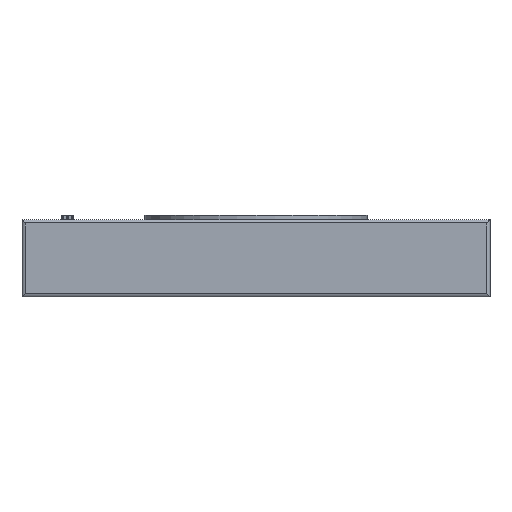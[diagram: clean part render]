
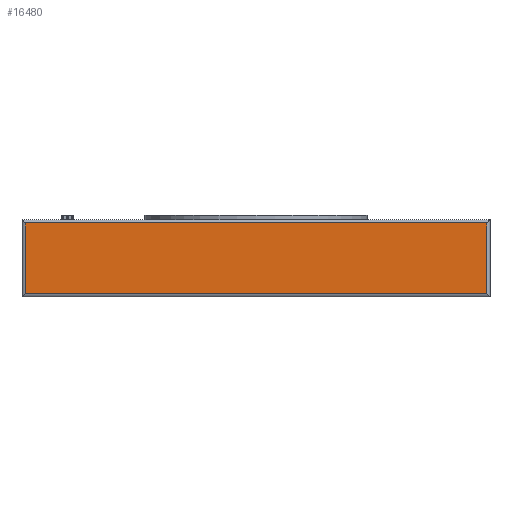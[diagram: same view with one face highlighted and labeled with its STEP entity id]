
A CAD part, left-side view. The second image highlights one B-rep face of the part: STEP entity #16480.
In plain terms, the highlighted planar face has unit normal (-1, 0, 0).
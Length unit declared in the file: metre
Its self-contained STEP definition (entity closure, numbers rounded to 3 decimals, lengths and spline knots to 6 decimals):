
#2256=ORIENTED_EDGE('',*,*,#7428,.T.);
#2257=ORIENTED_EDGE('',*,*,#7429,.T.);
#2258=ORIENTED_EDGE('',*,*,#7430,.T.);
#2259=ORIENTED_EDGE('',*,*,#7431,.T.);
#7428=EDGE_CURVE('',#10011,#10012,#11272,.T.);
#7429=EDGE_CURVE('',#10012,#10013,#11273,.T.);
#7430=EDGE_CURVE('',#10013,#10014,#11274,.F.);
#7431=EDGE_CURVE('',#10014,#10011,#11275,.F.);
#10011=VERTEX_POINT('',#23001);
#10012=VERTEX_POINT('',#23002);
#10013=VERTEX_POINT('',#23004);
#10014=VERTEX_POINT('',#23006);
#11272=LINE('',#23000,#12851);
#11273=LINE('',#23003,#12852);
#11274=LINE('',#23005,#12853);
#11275=LINE('',#23007,#12854);
#12851=VECTOR('',#18363,1.);
#12852=VECTOR('',#18364,1.);
#12853=VECTOR('',#18365,1.);
#12854=VECTOR('',#18366,1.);
#14228=EDGE_LOOP('',(#2256,#2257,#2258,#2259));
#15167=FACE_BOUND('',#14228,.T.);
#16085=PLANE('',#17460);
#16480=ADVANCED_FACE('',(#15167),#16085,.T.);
#17460=AXIS2_PLACEMENT_3D('',#22999,#18361,#18362);
#18361=DIRECTION('',(-1.,0.,0.));
#18362=DIRECTION('',(0.,0.,1.));
#18363=DIRECTION('',(0.,1.,0.));
#18364=DIRECTION('',(0.,0.,-1.));
#18365=DIRECTION('',(0.,1.,0.));
#18366=DIRECTION('',(0.,0.,-1.));
#22999=CARTESIAN_POINT('',(-0.003,0.099761,0.003));
#23000=CARTESIAN_POINT('',(-0.003,0.099761,0.0325));
#23001=CARTESIAN_POINT('',(-0.003,-0.0015,0.0325));
#23002=CARTESIAN_POINT('',(-0.003,0.201022,0.0325));
#23003=CARTESIAN_POINT('',(-0.003,0.201022,0.003));
#23004=CARTESIAN_POINT('',(-0.003,0.201022,0.0015));
#23005=CARTESIAN_POINT('',(-0.003,-0.003,0.0015));
#23006=CARTESIAN_POINT('',(-0.003,-0.0015,0.0015));
#23007=CARTESIAN_POINT('',(-0.003,-0.0015,0.034));
